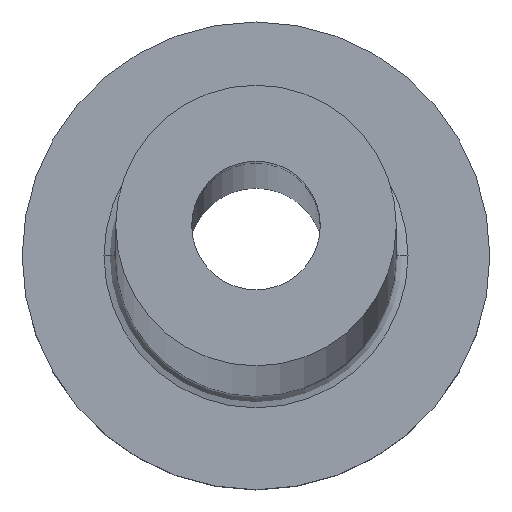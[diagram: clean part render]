
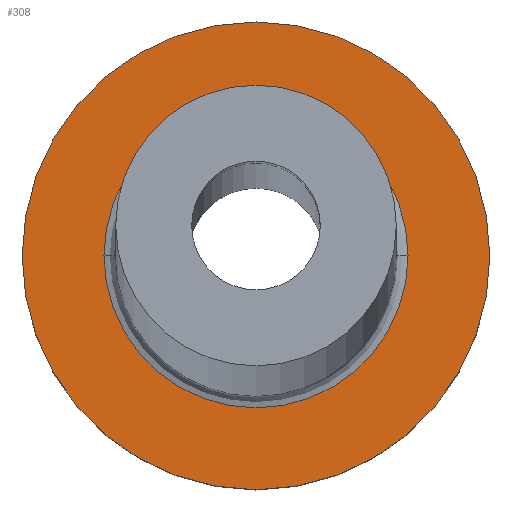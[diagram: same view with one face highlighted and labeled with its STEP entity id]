
A CAD part, top view. The second image highlights one B-rep face of the part: STEP entity #308.
In plain terms, the highlighted planar face has unit normal (0, 0, 1).
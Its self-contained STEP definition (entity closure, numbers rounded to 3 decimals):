
#3 = ORIENTED_EDGE ( 'NONE', *, *, #88, .T. ) ;
#26 = VERTEX_POINT ( 'NONE', #219 ) ;
#28 = CARTESIAN_POINT ( 'NONE',  ( 10., 0., 7. ) ) ;
#38 = EDGE_CURVE ( 'NONE', #204, #422, #175, .T. ) ;
#57 = DIRECTION ( 'NONE',  ( 0., 0., -1. ) ) ;
#88 = EDGE_CURVE ( 'NONE', #422, #204, #305, .T. ) ;
#89 = FACE_OUTER_BOUND ( 'NONE', #212, .T. ) ;
#90 = AXIS2_PLACEMENT_3D ( 'NONE', #270, #312, #178 ) ;
#116 = CARTESIAN_POINT ( 'NONE',  ( 0., 0., 7. ) ) ;
#127 = EDGE_LOOP ( 'NONE', ( #234, #283 ) ) ;
#131 = CARTESIAN_POINT ( 'NONE',  ( 0., 0., 7. ) ) ;
#157 = DIRECTION ( 'NONE',  ( 1., 0., 0. ) ) ;
#165 = CIRCLE ( 'NONE', #174, 6.5 ) ;
#174 = AXIS2_PLACEMENT_3D ( 'NONE', #131, #57, #229 ) ;
#175 = CIRCLE ( 'NONE', #457, 10. ) ;
#178 = DIRECTION ( 'NONE',  ( 1., 0., 0. ) ) ;
#183 = ORIENTED_EDGE ( 'NONE', *, *, #38, .T. ) ;
#188 = DIRECTION ( 'NONE',  ( 1., 0., 0. ) ) ;
#192 = PLANE ( 'NONE',  #405 ) ;
#204 = VERTEX_POINT ( 'NONE', #347 ) ;
#212 = EDGE_LOOP ( 'NONE', ( #183, #3 ) ) ;
#219 = CARTESIAN_POINT ( 'NONE',  ( 6.5, 0., 7. ) ) ;
#225 = CARTESIAN_POINT ( 'NONE',  ( 0., 0., 7. ) ) ;
#229 = DIRECTION ( 'NONE',  ( 1., 0., 0. ) ) ;
#234 = ORIENTED_EDGE ( 'NONE', *, *, #341, .T. ) ;
#247 = DIRECTION ( 'NONE',  ( 1., 0., 0. ) ) ;
#249 = DIRECTION ( 'NONE',  ( 0., 0., 1. ) ) ;
#260 = CARTESIAN_POINT ( 'NONE',  ( -6.5, 0., 7. ) ) ;
#270 = CARTESIAN_POINT ( 'NONE',  ( 0., 0., 7. ) ) ;
#279 = CARTESIAN_POINT ( 'NONE',  ( 0., 0., 7. ) ) ;
#283 = ORIENTED_EDGE ( 'NONE', *, *, #451, .T. ) ;
#305 = CIRCLE ( 'NONE', #438, 10. ) ;
#308 = ADVANCED_FACE ( 'NONE', ( #402, #89 ), #192, .T. ) ;
#312 = DIRECTION ( 'NONE',  ( 0., 0., -1. ) ) ;
#325 = CIRCLE ( 'NONE', #90, 6.5 ) ;
#327 = DIRECTION ( 'NONE',  ( 0., 0., 1. ) ) ;
#341 = EDGE_CURVE ( 'NONE', #26, #382, #325, .T. ) ;
#347 = CARTESIAN_POINT ( 'NONE',  ( -10., 0., 7. ) ) ;
#382 = VERTEX_POINT ( 'NONE', #260 ) ;
#389 = DIRECTION ( 'NONE',  ( 0., 0., 1. ) ) ;
#402 = FACE_BOUND ( 'NONE', #127, .T. ) ;
#405 = AXIS2_PLACEMENT_3D ( 'NONE', #225, #327, #157 ) ;
#422 = VERTEX_POINT ( 'NONE', #28 ) ;
#438 = AXIS2_PLACEMENT_3D ( 'NONE', #116, #249, #188 ) ;
#451 = EDGE_CURVE ( 'NONE', #382, #26, #165, .T. ) ;
#457 = AXIS2_PLACEMENT_3D ( 'NONE', #279, #389, #247 ) ;
